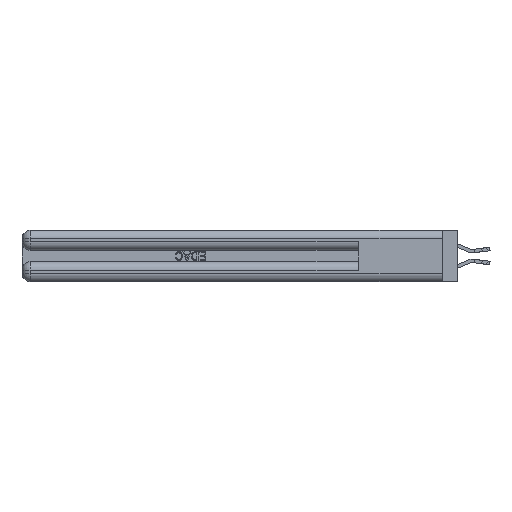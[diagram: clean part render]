
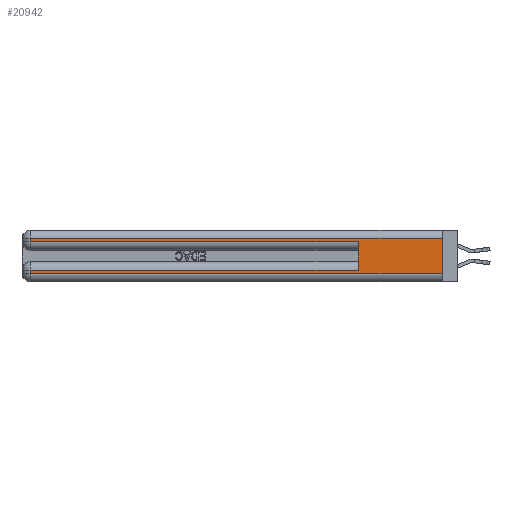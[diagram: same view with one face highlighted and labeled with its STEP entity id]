
A CAD part, left-side view. The second image highlights one B-rep face of the part: STEP entity #20942.
In plain terms, the highlighted planar face has unit normal (-1, 0, 0).
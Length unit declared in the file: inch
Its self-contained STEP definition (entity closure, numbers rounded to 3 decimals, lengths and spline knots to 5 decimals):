
#60 = VECTOR ( 'NONE', #14861, 39.37008 ) ;
#1188 = VERTEX_POINT ( 'NONE', #3320 ) ;
#1296 = CARTESIAN_POINT ( 'NONE',  ( 0., 2.94, 0.37 ) ) ;
#1549 = CARTESIAN_POINT ( 'NONE',  ( 0., 2.94, 0.285 ) ) ;
#2392 = CARTESIAN_POINT ( 'NONE',  ( 0., 0., 0.37 ) ) ;
#3044 = ORIENTED_EDGE ( 'NONE', *, *, #9756, .T. ) ;
#3320 = CARTESIAN_POINT ( 'NONE',  ( 0., 0.6, 0.285 ) ) ;
#3729 = VECTOR ( 'NONE', #37495, 39.37008 ) ;
#4470 = DIRECTION ( 'NONE',  ( 0., 0., -1. ) ) ;
#4718 = LINE ( 'NONE', #9745, #3729 ) ;
#5402 = CARTESIAN_POINT ( 'NONE',  ( 0., 0., 0.06 ) ) ;
#5690 = AXIS2_PLACEMENT_3D ( 'NONE', #24515, #27649, #8870 ) ;
#6879 = EDGE_CURVE ( 'NONE', #8006, #12005, #31930, .T. ) ;
#6997 = CARTESIAN_POINT ( 'NONE',  ( 0., 2.94, 0.31 ) ) ;
#7127 = VERTEX_POINT ( 'NONE', #19352 ) ;
#7165 = VERTEX_POINT ( 'NONE', #6997 ) ;
#8006 = VERTEX_POINT ( 'NONE', #29287 ) ;
#8655 = LINE ( 'NONE', #9351, #24365 ) ;
#8870 = DIRECTION ( 'NONE',  ( 0., 0., -1. ) ) ;
#9351 = CARTESIAN_POINT ( 'NONE',  ( 0., 0., 0.285 ) ) ;
#9410 = ORIENTED_EDGE ( 'NONE', *, *, #30259, .F. ) ;
#9745 = CARTESIAN_POINT ( 'NONE',  ( 0., 0., 0.31 ) ) ;
#9756 = EDGE_CURVE ( 'NONE', #7127, #31832, #10104, .T. ) ;
#10104 = LINE ( 'NONE', #31004, #25797 ) ;
#11287 = EDGE_CURVE ( 'NONE', #7165, #17615, #22619, .T. ) ;
#12005 = VERTEX_POINT ( 'NONE', #13465 ) ;
#12504 = DIRECTION ( 'NONE',  ( 0., -1., 0. ) ) ;
#13465 = CARTESIAN_POINT ( 'NONE',  ( 0., 0., 0.06 ) ) ;
#13844 = ORIENTED_EDGE ( 'NONE', *, *, #19739, .T. ) ;
#14731 = CARTESIAN_POINT ( 'NONE',  ( 0., 0.6, 0.145 ) ) ;
#14785 = VECTOR ( 'NONE', #15024, 39.37008 ) ;
#14861 = DIRECTION ( 'NONE',  ( 0., 0., 1. ) ) ;
#15024 = DIRECTION ( 'NONE',  ( 0., 0., -1. ) ) ;
#15243 = EDGE_CURVE ( 'NONE', #24228, #12005, #24109, .T. ) ;
#16770 = LINE ( 'NONE', #38626, #23138 ) ;
#17615 = VERTEX_POINT ( 'NONE', #1549 ) ;
#18561 = DIRECTION ( 'NONE',  ( 0., 1., 0. ) ) ;
#19121 = CARTESIAN_POINT ( 'NONE',  ( 0., 2.94, 0.085 ) ) ;
#19352 = CARTESIAN_POINT ( 'NONE',  ( 0., 0.6, 0.085 ) ) ;
#19739 = EDGE_CURVE ( 'NONE', #24228, #7165, #4718, .T. ) ;
#20942 = ADVANCED_FACE ( 'NONE', ( #27194 ), #21352, .F. ) ;
#21352 = PLANE ( 'NONE',  #5690 ) ;
#21507 = CARTESIAN_POINT ( 'NONE',  ( 0., 0., 0.31 ) ) ;
#22619 = LINE ( 'NONE', #1296, #38223 ) ;
#22951 = DIRECTION ( 'NONE',  ( 0., 0., -1. ) ) ;
#23138 = VECTOR ( 'NONE', #22951, 39.37008 ) ;
#23155 = EDGE_CURVE ( 'NONE', #31832, #8006, #16770, .T. ) ;
#24109 = LINE ( 'NONE', #2392, #14785 ) ;
#24228 = VERTEX_POINT ( 'NONE', #21507 ) ;
#24365 = VECTOR ( 'NONE', #12504, 39.37008 ) ;
#24515 = CARTESIAN_POINT ( 'NONE',  ( 0., 0., 0.37 ) ) ;
#25128 = LINE ( 'NONE', #14731, #60 ) ;
#25797 = VECTOR ( 'NONE', #18561, 39.37008 ) ;
#27194 = FACE_OUTER_BOUND ( 'NONE', #28585, .T. ) ;
#27649 = DIRECTION ( 'NONE',  ( 1., 0., 0. ) ) ;
#28187 = EDGE_CURVE ( 'NONE', #17615, #1188, #8655, .T. ) ;
#28585 = EDGE_LOOP ( 'NONE', ( #37763, #13844, #32448, #33428, #9410, #3044, #36350, #38274 ) ) ;
#29287 = CARTESIAN_POINT ( 'NONE',  ( 0., 2.94, 0.06 ) ) ;
#30259 = EDGE_CURVE ( 'NONE', #7127, #1188, #25128, .T. ) ;
#30946 = VECTOR ( 'NONE', #36715, 39.37008 ) ;
#31004 = CARTESIAN_POINT ( 'NONE',  ( 0., 0., 0.085 ) ) ;
#31832 = VERTEX_POINT ( 'NONE', #19121 ) ;
#31930 = LINE ( 'NONE', #5402, #30946 ) ;
#32448 = ORIENTED_EDGE ( 'NONE', *, *, #11287, .T. ) ;
#33428 = ORIENTED_EDGE ( 'NONE', *, *, #28187, .T. ) ;
#36350 = ORIENTED_EDGE ( 'NONE', *, *, #23155, .T. ) ;
#36715 = DIRECTION ( 'NONE',  ( 0., -1., 0. ) ) ;
#37495 = DIRECTION ( 'NONE',  ( 0., 1., 0. ) ) ;
#37763 = ORIENTED_EDGE ( 'NONE', *, *, #15243, .F. ) ;
#38223 = VECTOR ( 'NONE', #4470, 39.37008 ) ;
#38274 = ORIENTED_EDGE ( 'NONE', *, *, #6879, .T. ) ;
#38626 = CARTESIAN_POINT ( 'NONE',  ( 0., 2.94, 0.37 ) ) ;
